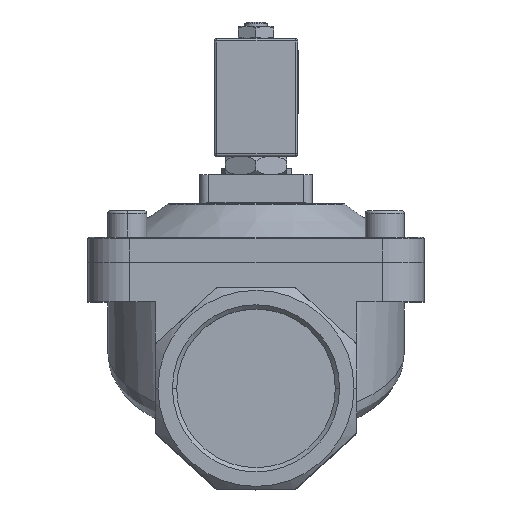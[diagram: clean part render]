
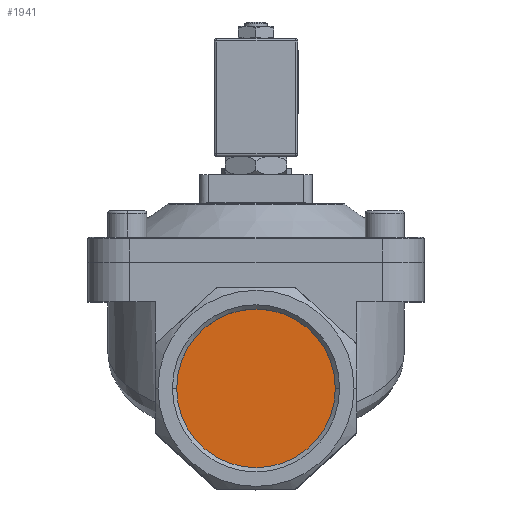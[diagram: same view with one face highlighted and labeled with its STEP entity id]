
A CAD part, top view. The second image highlights one B-rep face of the part: STEP entity #1941.
In plain terms, the highlighted planar face has unit normal (0, 0, 1).
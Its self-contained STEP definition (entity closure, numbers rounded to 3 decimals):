
#231 = DIRECTION ( 'NONE',  ( 0., 0., 1. ) ) ;
#663 = CIRCLE ( 'NONE', #5453, 28.328 ) ;
#1021 = DIRECTION ( 'NONE',  ( -1., 0., 0. ) ) ;
#1941 = ADVANCED_FACE ( 'NONE', ( #7679 ), #6637, .F. ) ;
#2185 = AXIS2_PLACEMENT_3D ( 'NONE', #12240, #7764, #1021 ) ;
#2737 = ORIENTED_EDGE ( 'NONE', *, *, #6306, .T. ) ;
#4832 = AXIS2_PLACEMENT_3D ( 'NONE', #5880, #13792, #7021 ) ;
#5196 = EDGE_LOOP ( 'NONE', ( #2737, #7669 ) ) ;
#5453 = AXIS2_PLACEMENT_3D ( 'NONE', #6974, #231, #8108 ) ;
#5880 = CARTESIAN_POINT ( 'NONE',  ( 0., 36., 58.5 ) ) ;
#6306 = EDGE_CURVE ( 'NONE', #7279, #6981, #9150, .T. ) ;
#6495 = CARTESIAN_POINT ( 'NONE',  ( -28.328, 36., 58.5 ) ) ;
#6637 = PLANE ( 'NONE',  #2185 ) ;
#6974 = CARTESIAN_POINT ( 'NONE',  ( 0., 36., 58.5 ) ) ;
#6981 = VERTEX_POINT ( 'NONE', #6495 ) ;
#7021 = DIRECTION ( 'NONE',  ( 1., 0., 0. ) ) ;
#7279 = VERTEX_POINT ( 'NONE', #12730 ) ;
#7669 = ORIENTED_EDGE ( 'NONE', *, *, #14144, .T. ) ;
#7679 = FACE_OUTER_BOUND ( 'NONE', #5196, .T. ) ;
#7764 = DIRECTION ( 'NONE',  ( 0., 0., -1. ) ) ;
#8108 = DIRECTION ( 'NONE',  ( 1., 0., 0. ) ) ;
#9150 = CIRCLE ( 'NONE', #4832, 28.328 ) ;
#12240 = CARTESIAN_POINT ( 'NONE',  ( 0., 36., 58.5 ) ) ;
#12730 = CARTESIAN_POINT ( 'NONE',  ( 28.328, 36., 58.5 ) ) ;
#13792 = DIRECTION ( 'NONE',  ( 0., 0., 1. ) ) ;
#14144 = EDGE_CURVE ( 'NONE', #6981, #7279, #663, .T. ) ;
